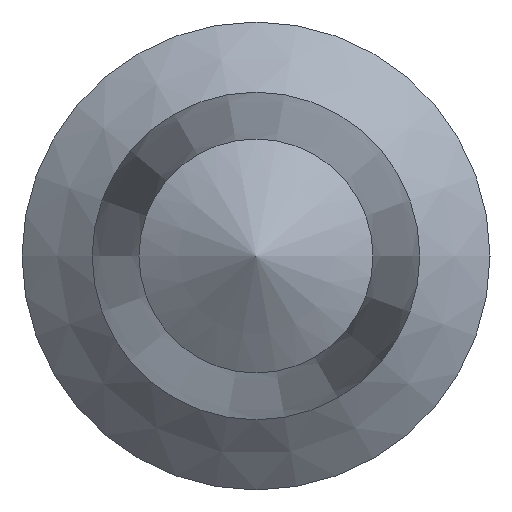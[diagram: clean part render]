
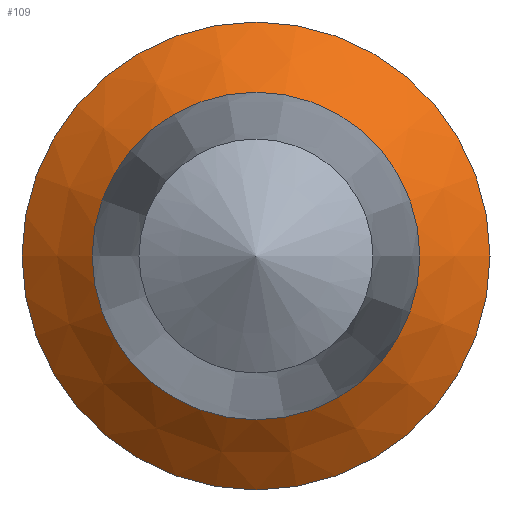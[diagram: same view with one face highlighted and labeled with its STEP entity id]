
A CAD part, left-side view. The second image highlights one B-rep face of the part: STEP entity #109.
In plain terms, the highlighted conical face has half-angle 50.194 degrees and reference radius 8.5 mm.
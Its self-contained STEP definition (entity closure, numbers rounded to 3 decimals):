
#19=FACE_OUTER_BOUND('',#26,.T.);
#26=EDGE_LOOP('',(#77,#78,#79,#80));
#34=LINE('',#197,#40);
#40=VECTOR('',#166,8.5);
#45=CIRCLE('',#140,7.);
#46=CIRCLE('',#142,10.);
#52=VERTEX_POINT('',#191);
#53=VERTEX_POINT('',#195);
#60=EDGE_CURVE('',#52,#52,#45,.T.);
#62=EDGE_CURVE('',#53,#53,#46,.T.);
#63=EDGE_CURVE('',#53,#52,#34,.T.);
#77=ORIENTED_EDGE('',*,*,#62,.F.);
#78=ORIENTED_EDGE('',*,*,#63,.T.);
#79=ORIENTED_EDGE('',*,*,#60,.T.);
#80=ORIENTED_EDGE('',*,*,#63,.F.);
#96=CONICAL_SURFACE('',#141,8.5,0.876);
#109=ADVANCED_FACE('',(#19),#96,.T.);
#140=AXIS2_PLACEMENT_3D('',#192,#159,#160);
#141=AXIS2_PLACEMENT_3D('',#194,#162,#163);
#142=AXIS2_PLACEMENT_3D('',#196,#164,#165);
#159=DIRECTION('center_axis',(1.,0.,0.));
#160=DIRECTION('ref_axis',(0.,0.,-1.));
#162=DIRECTION('center_axis',(1.,0.,0.));
#163=DIRECTION('ref_axis',(0.,1.,0.));
#164=DIRECTION('center_axis',(1.,0.,0.));
#165=DIRECTION('ref_axis',(0.,0.,-1.));
#166=DIRECTION('',(-0.64,0.768,0.));
#191=CARTESIAN_POINT('',(33.,-7.,0.));
#192=CARTESIAN_POINT('Origin',(33.,0.,0.));
#194=CARTESIAN_POINT('Origin',(34.25,0.,0.));
#195=CARTESIAN_POINT('',(35.5,-10.,0.));
#196=CARTESIAN_POINT('Origin',(35.5,0.,0.));
#197=CARTESIAN_POINT('',(34.25,-8.5,0.));
